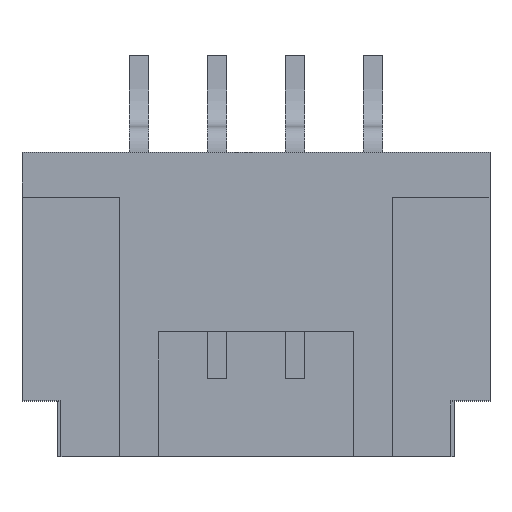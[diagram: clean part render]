
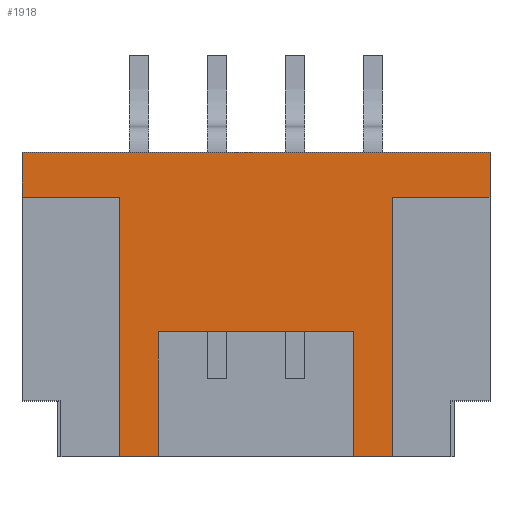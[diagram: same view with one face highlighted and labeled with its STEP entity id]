
A CAD part, top view. The second image highlights one B-rep face of the part: STEP entity #1918.
In plain terms, the highlighted planar face has unit normal (0, 0, 1).
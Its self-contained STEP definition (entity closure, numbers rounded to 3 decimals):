
#344=ORIENTED_EDGE('',*,*,#629,.T.);
#345=ORIENTED_EDGE('',*,*,#750,.T.);
#346=ORIENTED_EDGE('',*,*,#751,.T.);
#347=ORIENTED_EDGE('',*,*,#692,.T.);
#348=ORIENTED_EDGE('',*,*,#700,.F.);
#349=ORIENTED_EDGE('',*,*,#665,.F.);
#350=ORIENTED_EDGE('',*,*,#753,.F.);
#351=ORIENTED_EDGE('',*,*,#754,.F.);
#352=ORIENTED_EDGE('',*,*,#641,.T.);
#353=ORIENTED_EDGE('',*,*,#755,.T.);
#354=ORIENTED_EDGE('',*,*,#756,.F.);
#355=ORIENTED_EDGE('',*,*,#757,.F.);
#629=EDGE_CURVE('',#888,#887,#1075,.T.);
#641=EDGE_CURVE('',#900,#899,#1087,.T.);
#665=EDGE_CURVE('',#919,#920,#1111,.T.);
#692=EDGE_CURVE('',#937,#936,#1138,.T.);
#700=EDGE_CURVE('',#920,#936,#1146,.T.);
#750=EDGE_CURVE('',#887,#974,#1196,.T.);
#751=EDGE_CURVE('',#974,#937,#1197,.T.);
#753=EDGE_CURVE('',#975,#919,#1199,.T.);
#754=EDGE_CURVE('',#900,#975,#1200,.T.);
#755=EDGE_CURVE('',#899,#976,#1201,.T.);
#756=EDGE_CURVE('',#977,#976,#1202,.T.);
#757=EDGE_CURVE('',#888,#977,#1203,.T.);
#887=VERTEX_POINT('',#2784);
#888=VERTEX_POINT('',#2786);
#899=VERTEX_POINT('',#2808);
#900=VERTEX_POINT('',#2810);
#919=VERTEX_POINT('',#2856);
#920=VERTEX_POINT('',#2858);
#936=VERTEX_POINT('',#2908);
#937=VERTEX_POINT('',#2910);
#974=VERTEX_POINT('',#3024);
#975=VERTEX_POINT('',#3030);
#976=VERTEX_POINT('',#3036);
#977=VERTEX_POINT('',#3038);
#1075=LINE('',#2785,#1329);
#1087=LINE('',#2809,#1341);
#1111=LINE('',#2857,#1365);
#1138=LINE('',#2909,#1392);
#1146=LINE('',#2924,#1400);
#1196=LINE('',#3025,#1450);
#1197=LINE('',#3027,#1451);
#1199=LINE('',#3031,#1453);
#1200=LINE('',#3033,#1454);
#1201=LINE('',#3035,#1455);
#1202=LINE('',#3037,#1456);
#1203=LINE('',#3039,#1457);
#1329=VECTOR('',#2225,1000.);
#1341=VECTOR('',#2237,1000.);
#1365=VECTOR('',#2269,1000.);
#1392=VECTOR('',#2312,1000.);
#1400=VECTOR('',#2324,1000.);
#1450=VECTOR('',#2410,1000.);
#1451=VECTOR('',#2413,1000.);
#1453=VECTOR('',#2417,1000.);
#1454=VECTOR('',#2420,1000.);
#1455=VECTOR('',#2423,1000.);
#1456=VECTOR('',#2424,1000.);
#1457=VECTOR('',#2425,1000.);
#1606=EDGE_LOOP('',(#344,#345,#346,#347,#348,#349,#350,#351,#352,#353,#354,
#355));
#1718=FACE_BOUND('',#1606,.T.);
#1820=PLANE('',#2102);
#1918=ADVANCED_FACE('',(#1718),#1820,.T.);
#2102=AXIS2_PLACEMENT_3D('',#3034,#2421,#2422);
#2225=DIRECTION('',(1.,0.,0.));
#2237=DIRECTION('',(1.,0.,0.));
#2269=DIRECTION('',(0.,1.,0.));
#2312=DIRECTION('',(0.,1.,0.));
#2324=DIRECTION('',(1.,0.,0.));
#2410=DIRECTION('',(0.,1.,0.));
#2413=DIRECTION('',(1.,0.,0.));
#2417=DIRECTION('',(-1.,0.,0.));
#2420=DIRECTION('',(0.,1.,0.));
#2421=DIRECTION('',(0.,0.,1.));
#2422=DIRECTION('',(1.,0.,0.));
#2423=DIRECTION('',(0.,1.,0.));
#2424=DIRECTION('',(-1.,0.,0.));
#2425=DIRECTION('',(0.,1.,0.));
#2784=CARTESIAN_POINT('',(3.5,-7.8,4.3));
#2785=CARTESIAN_POINT('',(0.,-7.8,4.3));
#2786=CARTESIAN_POINT('',(2.5,-7.8,4.3));
#2808=CARTESIAN_POINT('',(-2.5,-7.8,4.3));
#2809=CARTESIAN_POINT('',(0.,-7.8,4.3));
#2810=CARTESIAN_POINT('',(-3.5,-7.8,4.3));
#2856=CARTESIAN_POINT('',(-6.,-1.15,4.3));
#2857=CARTESIAN_POINT('',(-6.,-7.8,4.3));
#2858=CARTESIAN_POINT('',(-6.,0.,4.3));
#2908=CARTESIAN_POINT('',(6.,0.,4.3));
#2909=CARTESIAN_POINT('',(6.,-7.8,4.3));
#2910=CARTESIAN_POINT('',(6.,-1.15,4.3));
#2924=CARTESIAN_POINT('',(0.,0.,4.3));
#3024=CARTESIAN_POINT('',(3.5,-1.15,4.3));
#3025=CARTESIAN_POINT('',(3.5,-4.475,4.3));
#3027=CARTESIAN_POINT('',(4.75,-1.15,4.3));
#3030=CARTESIAN_POINT('',(-3.5,-1.15,4.3));
#3031=CARTESIAN_POINT('',(-4.75,-1.15,4.3));
#3033=CARTESIAN_POINT('',(-3.5,-4.475,4.3));
#3034=CARTESIAN_POINT('',(0.,-3.9,4.3));
#3035=CARTESIAN_POINT('',(-2.5,-6.2,4.3));
#3036=CARTESIAN_POINT('',(-2.5,-4.6,4.3));
#3037=CARTESIAN_POINT('',(0.,-4.6,4.3));
#3038=CARTESIAN_POINT('',(2.5,-4.6,4.3));
#3039=CARTESIAN_POINT('',(2.5,-6.2,4.3));
